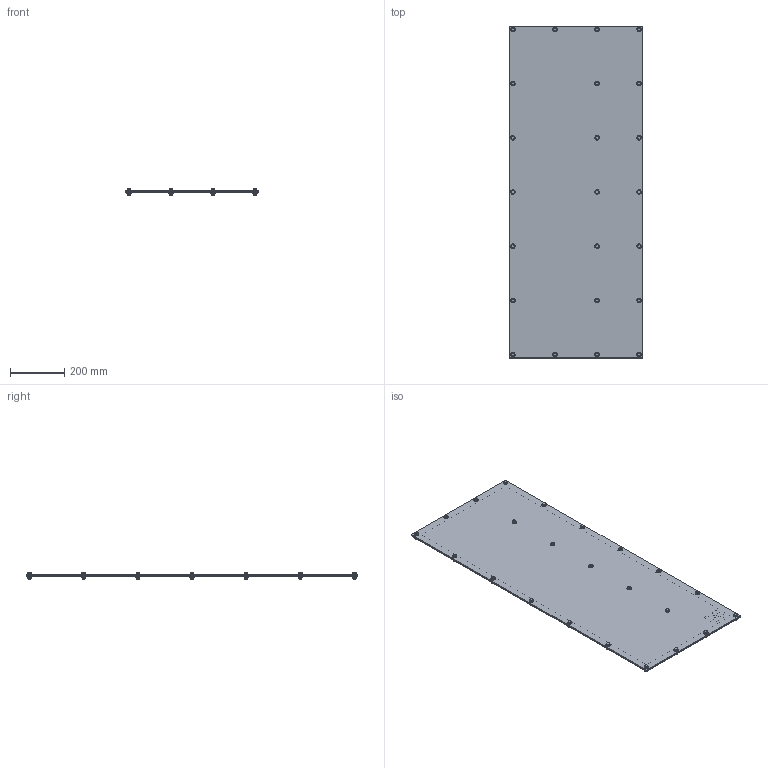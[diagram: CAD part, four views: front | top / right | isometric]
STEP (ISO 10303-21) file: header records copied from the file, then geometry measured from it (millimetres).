
FILE_DESCRIPTION(/* description */ ('48" X 19-1/4" COVER PLATE'),/* implementation_level */ '2;1');
FILE_NAME(/* name */ 'D48CVP.stp',/* time_stamp */ '2017-10-11T15:30:16+05:00',/* author */ ('vdas'),/* organization */ (''),/* preprocessor_version */ 'ST-DEVELOPER v16.1',/* originating_system */ 'Autodesk Inventor 2016',/* authorisation */ '');
FILE_SCHEMA (('AUTOMOTIVE_DESIGN { 1 0 10303 214 3 1 1 }'));
Length unit declared in the file: inch
Products named in the file (9): D48CVP; D4819CVPGSKT; 30221; 3905; 3907; 34929; 10 GA TO 14 GA w 0.125 Comp; 34466; D48CVP_1
Assembly tree (30 placements, depth 3):
  D48CVP_1
    D48CVP
    D4819CVPGSKT
    10 GA TO 14 GA w 0.125 Comp  x23
      30221
      3905
      3907
      34929
    34466
Bounding box: 488.95 x 1219.2 x 24.22 mm (x, y, z)
Volume: 2210057.1 mm3; surface area: 1450635.4 mm2
Topology: 95 solids, 95 shells, 1307 faces, 2784 edges, 1718 vertices
Faces by surface type: plane 688, cylinder 274, cone 253, bspline 46, torus 46
Full cylindrical faces by diameter (mm): 4.978 x23, 5.556 x18, 5.969 x23, 6.35 x23, 6.985 x23, 7.144 x18, 7.366 x23, 11.049 x23, 11.125 x23, 15.24 x23, 15.875 x23, 16.51 x23, 44.45 x1, 44.958 x1
Entity records: 4551 total; most frequent: CARTESIAN_POINT 789, DIRECTION 745, ORIENTED_EDGE 570, AXIS2_PLACEMENT_3D 308, EDGE_CURVE 285, EDGE_LOOP 283, VERTEX_POINT 220, FACE_BOUND 142
